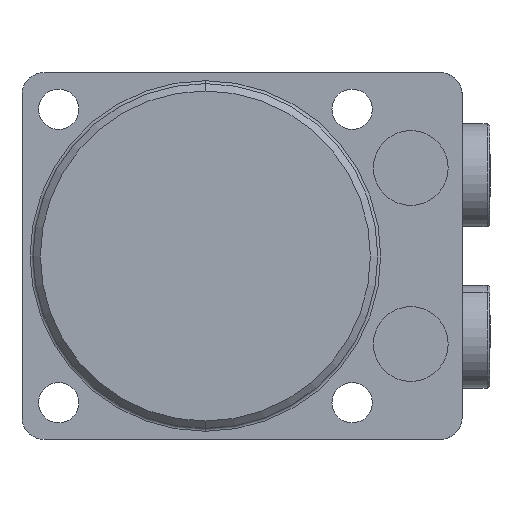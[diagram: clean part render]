
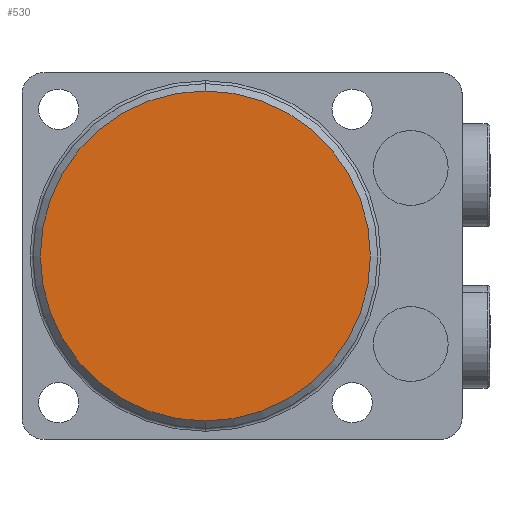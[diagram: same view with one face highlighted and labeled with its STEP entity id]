
A CAD part, front view. The second image highlights one B-rep face of the part: STEP entity #530.
In plain terms, the highlighted planar face has unit normal (0, -1, 0).
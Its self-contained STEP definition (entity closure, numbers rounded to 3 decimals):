
#339 = CARTESIAN_POINT ( 'NONE',  ( 0., 0., 22.5 ) ) ;
#407 = CARTESIAN_POINT ( 'NONE',  ( 0., 0., -22.5 ) ) ;
#530 = ADVANCED_FACE ( 'NONE', ( #782 ), #3387, .F. ) ;
#782 = FACE_OUTER_BOUND ( 'NONE', #940, .T. ) ;
#940 = EDGE_LOOP ( 'NONE', ( #3028, #3023 ) ) ;
#1050 = VERTEX_POINT ( 'NONE', #407 ) ;
#1115 = VERTEX_POINT ( 'NONE', #339 ) ;
#1936 = CIRCLE ( 'NONE', #3692, 22.5 ) ;
#2031 = CIRCLE ( 'NONE', #3718, 22.5 ) ;
#2404 = DIRECTION ( 'NONE',  ( 0., 0., 1. ) ) ;
#2405 = DIRECTION ( 'NONE',  ( 0., -1., 0. ) ) ;
#2406 = CARTESIAN_POINT ( 'NONE',  ( 0., 0., 0. ) ) ;
#2655 = DIRECTION ( 'NONE',  ( 0., 0., 1. ) ) ;
#2656 = DIRECTION ( 'NONE',  ( 0., -1., 0. ) ) ;
#2657 = CARTESIAN_POINT ( 'NONE',  ( 0., 0., 0. ) ) ;
#3023 = ORIENTED_EDGE ( 'NONE', *, *, #4073, .T. ) ;
#3028 = ORIENTED_EDGE ( 'NONE', *, *, #4138, .T. ) ;
#3381 = DIRECTION ( 'NONE',  ( 0., 0., 1. ) ) ;
#3383 = DIRECTION ( 'NONE',  ( 0., 1., 0. ) ) ;
#3387 = PLANE ( 'NONE',  #3875 ) ;
#3391 = CARTESIAN_POINT ( 'NONE',  ( -25., 0., 25. ) ) ;
#3692 = AXIS2_PLACEMENT_3D ( 'NONE', #2406, #2405, #2404 ) ;
#3718 = AXIS2_PLACEMENT_3D ( 'NONE', #2657, #2656, #2655 ) ;
#3875 = AXIS2_PLACEMENT_3D ( 'NONE', #3391, #3383, #3381 ) ;
#4073 = EDGE_CURVE ( 'NONE', #1050, #1115, #2031, .T. ) ;
#4138 = EDGE_CURVE ( 'NONE', #1115, #1050, #1936, .T. ) ;
